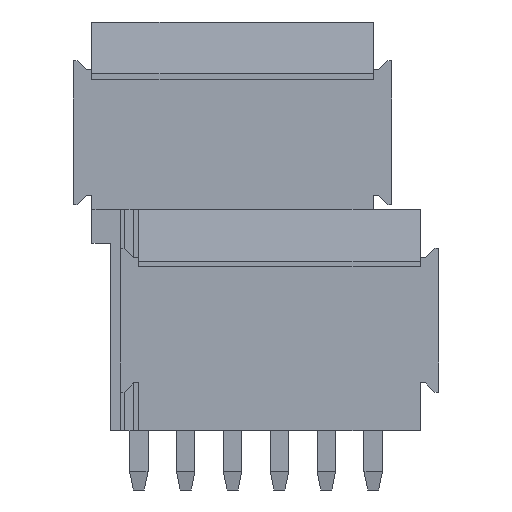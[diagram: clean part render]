
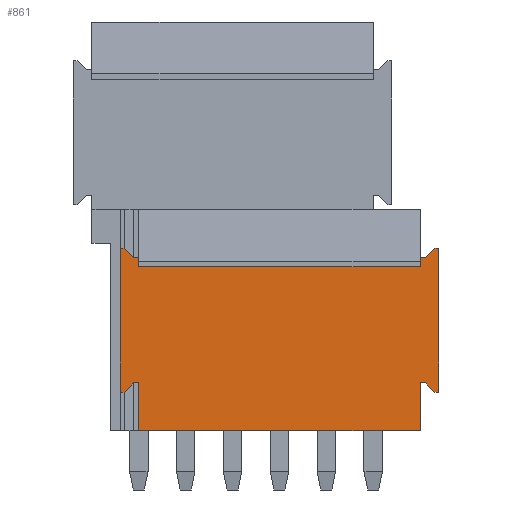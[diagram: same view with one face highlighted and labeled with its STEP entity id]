
A CAD part, front view. The second image highlights one B-rep face of the part: STEP entity #861.
In plain terms, the highlighted planar face has unit normal (0, -1, 0).
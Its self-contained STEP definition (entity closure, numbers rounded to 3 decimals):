
#722=AXIS2_PLACEMENT_3D('Plane Axis2P3D',#719,#720,#721) ;
#626=CARTESIAN_POINT('Vertex',(3.54,0.8,12.1)) ;
#629=CARTESIAN_POINT('Line Origine',(11.16,0.8,12.1)) ;
#633=CARTESIAN_POINT('Vertex',(18.78,0.8,12.1)) ;
#652=CARTESIAN_POINT('Vertex',(3.54,0.8,12.6)) ;
#655=CARTESIAN_POINT('Line Origine',(3.54,0.8,12.35)) ;
#674=CARTESIAN_POINT('Vertex',(3.54,0.8,5.8)) ;
#700=CARTESIAN_POINT('Vertex',(3.54,0.8,3.2)) ;
#703=CARTESIAN_POINT('Line Origine',(3.54,0.8,4.5)) ;
#719=CARTESIAN_POINT('Axis2P3D Location',(1.,0.8,3.2)) ;
#724=CARTESIAN_POINT('Line Origine',(3.39,0.8,12.6)) ;
#728=CARTESIAN_POINT('Vertex',(3.24,0.8,12.6)) ;
#731=CARTESIAN_POINT('Line Origine',(2.99,0.8,12.85)) ;
#735=CARTESIAN_POINT('Vertex',(2.74,0.8,13.1)) ;
#738=CARTESIAN_POINT('Line Origine',(2.64,0.8,13.1)) ;
#742=CARTESIAN_POINT('Vertex',(2.54,0.8,13.1)) ;
#745=CARTESIAN_POINT('Line Origine',(2.54,0.8,9.2)) ;
#749=CARTESIAN_POINT('Vertex',(2.54,0.8,5.3)) ;
#752=CARTESIAN_POINT('Line Origine',(2.64,0.8,5.3)) ;
#756=CARTESIAN_POINT('Vertex',(2.74,0.8,5.3)) ;
#759=CARTESIAN_POINT('Line Origine',(2.99,0.8,5.55)) ;
#763=CARTESIAN_POINT('Vertex',(3.24,0.8,5.8)) ;
#766=CARTESIAN_POINT('Line Origine',(3.39,0.8,5.8)) ;
#771=CARTESIAN_POINT('Line Origine',(11.16,0.8,3.2)) ;
#775=CARTESIAN_POINT('Vertex',(18.78,0.8,3.2)) ;
#778=CARTESIAN_POINT('Line Origine',(18.78,0.8,4.5)) ;
#782=CARTESIAN_POINT('Vertex',(18.78,0.8,5.8)) ;
#785=CARTESIAN_POINT('Line Origine',(18.93,0.8,5.8)) ;
#789=CARTESIAN_POINT('Vertex',(19.08,0.8,5.8)) ;
#792=CARTESIAN_POINT('Line Origine',(19.33,0.8,5.55)) ;
#796=CARTESIAN_POINT('Vertex',(19.58,0.8,5.3)) ;
#799=CARTESIAN_POINT('Line Origine',(19.68,0.8,5.3)) ;
#803=CARTESIAN_POINT('Vertex',(19.78,0.8,5.3)) ;
#806=CARTESIAN_POINT('Line Origine',(19.78,0.8,9.2)) ;
#810=CARTESIAN_POINT('Vertex',(19.78,0.8,13.1)) ;
#813=CARTESIAN_POINT('Line Origine',(19.68,0.8,13.1)) ;
#817=CARTESIAN_POINT('Vertex',(19.58,0.8,13.1)) ;
#820=CARTESIAN_POINT('Line Origine',(19.33,0.8,12.85)) ;
#824=CARTESIAN_POINT('Vertex',(19.08,0.8,12.6)) ;
#827=CARTESIAN_POINT('Line Origine',(18.93,0.8,12.6)) ;
#831=CARTESIAN_POINT('Vertex',(18.78,0.8,12.6)) ;
#834=CARTESIAN_POINT('Line Origine',(18.78,0.8,12.35)) ;
#630=DIRECTION('Vector Direction',(1.,0.,0.)) ;
#656=DIRECTION('Vector Direction',(0.,0.,1.)) ;
#704=DIRECTION('Vector Direction',(0.,0.,1.)) ;
#720=DIRECTION('Axis2P3D Direction',(-0.,1.,0.)) ;
#721=DIRECTION('Axis2P3D XDirection',(0.,0.,1.)) ;
#725=DIRECTION('Vector Direction',(-1.,0.,0.)) ;
#732=DIRECTION('Vector Direction',(-0.707,0.,0.707)) ;
#739=DIRECTION('Vector Direction',(-1.,0.,0.)) ;
#746=DIRECTION('Vector Direction',(0.,0.,-1.)) ;
#753=DIRECTION('Vector Direction',(1.,0.,0.)) ;
#760=DIRECTION('Vector Direction',(0.707,0.,0.707)) ;
#767=DIRECTION('Vector Direction',(1.,0.,0.)) ;
#772=DIRECTION('Vector Direction',(1.,0.,0.)) ;
#779=DIRECTION('Vector Direction',(0.,0.,1.)) ;
#786=DIRECTION('Vector Direction',(-1.,0.,0.)) ;
#793=DIRECTION('Vector Direction',(-0.707,0.,0.707)) ;
#800=DIRECTION('Vector Direction',(-1.,0.,0.)) ;
#807=DIRECTION('Vector Direction',(0.,0.,-1.)) ;
#814=DIRECTION('Vector Direction',(1.,0.,0.)) ;
#821=DIRECTION('Vector Direction',(0.707,0.,0.707)) ;
#828=DIRECTION('Vector Direction',(1.,0.,0.)) ;
#835=DIRECTION('Vector Direction',(0.,0.,1.)) ;
#631=VECTOR('Line Direction',#630,1.) ;
#657=VECTOR('Line Direction',#656,1.) ;
#705=VECTOR('Line Direction',#704,1.) ;
#726=VECTOR('Line Direction',#725,1.) ;
#733=VECTOR('Line Direction',#732,1.) ;
#740=VECTOR('Line Direction',#739,1.) ;
#747=VECTOR('Line Direction',#746,1.) ;
#754=VECTOR('Line Direction',#753,1.) ;
#761=VECTOR('Line Direction',#760,1.) ;
#768=VECTOR('Line Direction',#767,1.) ;
#773=VECTOR('Line Direction',#772,1.) ;
#780=VECTOR('Line Direction',#779,1.) ;
#787=VECTOR('Line Direction',#786,1.) ;
#794=VECTOR('Line Direction',#793,1.) ;
#801=VECTOR('Line Direction',#800,1.) ;
#808=VECTOR('Line Direction',#807,1.) ;
#815=VECTOR('Line Direction',#814,1.) ;
#822=VECTOR('Line Direction',#821,1.) ;
#829=VECTOR('Line Direction',#828,1.) ;
#836=VECTOR('Line Direction',#835,1.) ;
#840=ORIENTED_EDGE('',*,*,#659,.T.) ;
#841=ORIENTED_EDGE('',*,*,#730,.T.) ;
#842=ORIENTED_EDGE('',*,*,#737,.T.) ;
#843=ORIENTED_EDGE('',*,*,#744,.T.) ;
#844=ORIENTED_EDGE('',*,*,#751,.T.) ;
#845=ORIENTED_EDGE('',*,*,#758,.T.) ;
#846=ORIENTED_EDGE('',*,*,#765,.T.) ;
#847=ORIENTED_EDGE('',*,*,#770,.T.) ;
#848=ORIENTED_EDGE('',*,*,#707,.F.) ;
#849=ORIENTED_EDGE('',*,*,#777,.T.) ;
#850=ORIENTED_EDGE('',*,*,#784,.T.) ;
#851=ORIENTED_EDGE('',*,*,#791,.T.) ;
#852=ORIENTED_EDGE('',*,*,#798,.T.) ;
#853=ORIENTED_EDGE('',*,*,#805,.T.) ;
#854=ORIENTED_EDGE('',*,*,#812,.T.) ;
#855=ORIENTED_EDGE('',*,*,#819,.T.) ;
#856=ORIENTED_EDGE('',*,*,#826,.T.) ;
#857=ORIENTED_EDGE('',*,*,#833,.T.) ;
#858=ORIENTED_EDGE('',*,*,#838,.T.) ;
#859=ORIENTED_EDGE('',*,*,#635,.F.) ;
#861=ADVANCED_FACE('Housing',(#860),#723,.F.) ;
#635=EDGE_CURVE('',#627,#634,#632,.T.) ;
#659=EDGE_CURVE('',#627,#653,#658,.T.) ;
#707=EDGE_CURVE('',#701,#675,#706,.T.) ;
#730=EDGE_CURVE('',#653,#729,#727,.T.) ;
#737=EDGE_CURVE('',#729,#736,#734,.T.) ;
#744=EDGE_CURVE('',#736,#743,#741,.T.) ;
#751=EDGE_CURVE('',#743,#750,#748,.T.) ;
#758=EDGE_CURVE('',#750,#757,#755,.T.) ;
#765=EDGE_CURVE('',#757,#764,#762,.T.) ;
#770=EDGE_CURVE('',#764,#675,#769,.T.) ;
#777=EDGE_CURVE('',#701,#776,#774,.T.) ;
#784=EDGE_CURVE('',#776,#783,#781,.T.) ;
#791=EDGE_CURVE('',#783,#790,#788,.F.) ;
#798=EDGE_CURVE('',#790,#797,#795,.F.) ;
#805=EDGE_CURVE('',#797,#804,#802,.F.) ;
#812=EDGE_CURVE('',#804,#811,#809,.F.) ;
#819=EDGE_CURVE('',#811,#818,#816,.F.) ;
#826=EDGE_CURVE('',#818,#825,#823,.F.) ;
#833=EDGE_CURVE('',#825,#832,#830,.F.) ;
#838=EDGE_CURVE('',#832,#634,#837,.F.) ;
#839=EDGE_LOOP('',(#840,#841,#842,#843,#844,#845,#846,#847,#848,#849,#850,#851,#852,#853,#854,#855,#856,#857,#858,#859)) ;
#860=FACE_OUTER_BOUND('',#839,.T.) ;
#632=LINE('Line',#629,#631) ;
#658=LINE('Line',#655,#657) ;
#706=LINE('Line',#703,#705) ;
#727=LINE('Line',#724,#726) ;
#734=LINE('Line',#731,#733) ;
#741=LINE('Line',#738,#740) ;
#748=LINE('Line',#745,#747) ;
#755=LINE('Line',#752,#754) ;
#762=LINE('Line',#759,#761) ;
#769=LINE('Line',#766,#768) ;
#774=LINE('Line',#771,#773) ;
#781=LINE('Line',#778,#780) ;
#788=LINE('Line',#785,#787) ;
#795=LINE('Line',#792,#794) ;
#802=LINE('Line',#799,#801) ;
#809=LINE('Line',#806,#808) ;
#816=LINE('Line',#813,#815) ;
#823=LINE('Line',#820,#822) ;
#830=LINE('Line',#827,#829) ;
#837=LINE('Line',#834,#836) ;
#723=PLANE('',#722) ;
#627=VERTEX_POINT('',#626) ;
#634=VERTEX_POINT('',#633) ;
#653=VERTEX_POINT('',#652) ;
#675=VERTEX_POINT('',#674) ;
#701=VERTEX_POINT('',#700) ;
#729=VERTEX_POINT('',#728) ;
#736=VERTEX_POINT('',#735) ;
#743=VERTEX_POINT('',#742) ;
#750=VERTEX_POINT('',#749) ;
#757=VERTEX_POINT('',#756) ;
#764=VERTEX_POINT('',#763) ;
#776=VERTEX_POINT('',#775) ;
#783=VERTEX_POINT('',#782) ;
#790=VERTEX_POINT('',#789) ;
#797=VERTEX_POINT('',#796) ;
#804=VERTEX_POINT('',#803) ;
#811=VERTEX_POINT('',#810) ;
#818=VERTEX_POINT('',#817) ;
#825=VERTEX_POINT('',#824) ;
#832=VERTEX_POINT('',#831) ;
